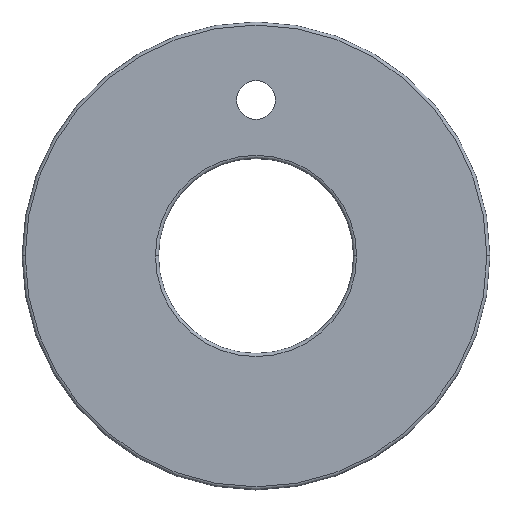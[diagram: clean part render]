
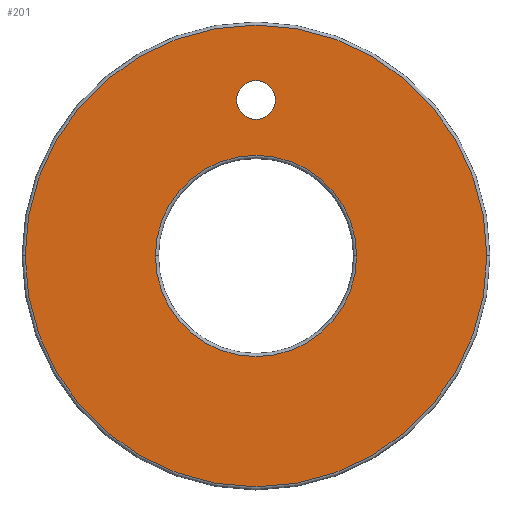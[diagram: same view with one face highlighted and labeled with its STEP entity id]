
A CAD part, top view. The second image highlights one B-rep face of the part: STEP entity #201.
In plain terms, the highlighted planar face has unit normal (0, 0, 1).
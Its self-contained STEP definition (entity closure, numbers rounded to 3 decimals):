
#8 = CARTESIAN_POINT ( 'NONE',  ( 0., 0., 2.5 ) ) ;
#12 = DIRECTION ( 'NONE',  ( 1., 0., 0. ) ) ;
#21 = DIRECTION ( 'NONE',  ( 1., 0., 0. ) ) ;
#29 = VERTEX_POINT ( 'NONE', #340 ) ;
#34 = CIRCLE ( 'NONE', #445, 1.25 ) ;
#42 = EDGE_CURVE ( 'NONE', #129, #169, #437, .T. ) ;
#50 = DIRECTION ( 'NONE',  ( 1., 0., 0. ) ) ;
#54 = EDGE_CURVE ( 'NONE', #367, #59, #80, .T. ) ;
#59 = VERTEX_POINT ( 'NONE', #370 ) ;
#60 = FACE_OUTER_BOUND ( 'NONE', #100, .T. ) ;
#75 = DIRECTION ( 'NONE',  ( 1., 0., 0. ) ) ;
#77 = CARTESIAN_POINT ( 'NONE',  ( 0., 10., 2.5 ) ) ;
#80 = CIRCLE ( 'NONE', #214, 14.8 ) ;
#87 = DIRECTION ( 'NONE',  ( 0., 0., -1. ) ) ;
#100 = EDGE_LOOP ( 'NONE', ( #220, #177 ) ) ;
#125 = DIRECTION ( 'NONE',  ( 1., 0., 0. ) ) ;
#129 = VERTEX_POINT ( 'NONE', #379 ) ;
#148 = DIRECTION ( 'NONE',  ( 0., 0., 1. ) ) ;
#163 = CARTESIAN_POINT ( 'NONE',  ( 0., 0., 2.5 ) ) ;
#169 = VERTEX_POINT ( 'NONE', #341 ) ;
#170 = CIRCLE ( 'NONE', #342, 6.45 ) ;
#177 = ORIENTED_EDGE ( 'NONE', *, *, #54, .T. ) ;
#179 = CIRCLE ( 'NONE', #477, 14.8 ) ;
#180 = CARTESIAN_POINT ( 'NONE',  ( 1.25, 10., 2.5 ) ) ;
#184 = EDGE_LOOP ( 'NONE', ( #426, #464 ) ) ;
#193 = EDGE_CURVE ( 'NONE', #169, #129, #170, .T. ) ;
#194 = DIRECTION ( 'NONE',  ( 0., 0., 1. ) ) ;
#201 = ADVANCED_FACE ( 'NONE', ( #355, #279, #60 ), #204, .T. ) ;
#204 = PLANE ( 'NONE',  #403 ) ;
#214 = AXIS2_PLACEMENT_3D ( 'NONE', #225, #456, #125 ) ;
#220 = ORIENTED_EDGE ( 'NONE', *, *, #391, .T. ) ;
#225 = CARTESIAN_POINT ( 'NONE',  ( 0., 0., 2.5 ) ) ;
#254 = DIRECTION ( 'NONE',  ( 0., 0., 1. ) ) ;
#263 = DIRECTION ( 'NONE',  ( 1., 0., 0. ) ) ;
#279 = FACE_BOUND ( 'NONE', #184, .T. ) ;
#284 = AXIS2_PLACEMENT_3D ( 'NONE', #77, #408, #12 ) ;
#287 = CARTESIAN_POINT ( 'NONE',  ( -14.8, 0., 2.5 ) ) ;
#298 = ORIENTED_EDGE ( 'NONE', *, *, #467, .F. ) ;
#302 = DIRECTION ( 'NONE',  ( 0., 0., -1. ) ) ;
#309 = CARTESIAN_POINT ( 'NONE',  ( 0., 10., 2.5 ) ) ;
#316 = DIRECTION ( 'NONE',  ( 1., 0., 0. ) ) ;
#340 = CARTESIAN_POINT ( 'NONE',  ( -1.25, 10., 2.5 ) ) ;
#341 = CARTESIAN_POINT ( 'NONE',  ( -6.45, 0., 2.5 ) ) ;
#342 = AXIS2_PLACEMENT_3D ( 'NONE', #357, #87, #316 ) ;
#355 = FACE_BOUND ( 'NONE', #396, .T. ) ;
#357 = CARTESIAN_POINT ( 'NONE',  ( 0., 0., 2.5 ) ) ;
#359 = VERTEX_POINT ( 'NONE', #180 ) ;
#363 = CARTESIAN_POINT ( 'NONE',  ( 0., 0., 2.5 ) ) ;
#367 = VERTEX_POINT ( 'NONE', #287 ) ;
#370 = CARTESIAN_POINT ( 'NONE',  ( 14.8, 0., 2.5 ) ) ;
#372 = CIRCLE ( 'NONE', #284, 1.25 ) ;
#379 = CARTESIAN_POINT ( 'NONE',  ( 6.45, 0., 2.5 ) ) ;
#391 = EDGE_CURVE ( 'NONE', #59, #367, #179, .T. ) ;
#396 = EDGE_LOOP ( 'NONE', ( #298, #444 ) ) ;
#403 = AXIS2_PLACEMENT_3D ( 'NONE', #163, #194, #21 ) ;
#408 = DIRECTION ( 'NONE',  ( 0., 0., 1. ) ) ;
#418 = AXIS2_PLACEMENT_3D ( 'NONE', #8, #302, #50 ) ;
#420 = EDGE_CURVE ( 'NONE', #29, #359, #34, .T. ) ;
#426 = ORIENTED_EDGE ( 'NONE', *, *, #42, .T. ) ;
#437 = CIRCLE ( 'NONE', #418, 6.45 ) ;
#444 = ORIENTED_EDGE ( 'NONE', *, *, #420, .F. ) ;
#445 = AXIS2_PLACEMENT_3D ( 'NONE', #309, #148, #263 ) ;
#456 = DIRECTION ( 'NONE',  ( 0., 0., 1. ) ) ;
#464 = ORIENTED_EDGE ( 'NONE', *, *, #193, .T. ) ;
#467 = EDGE_CURVE ( 'NONE', #359, #29, #372, .T. ) ;
#477 = AXIS2_PLACEMENT_3D ( 'NONE', #363, #254, #75 ) ;
